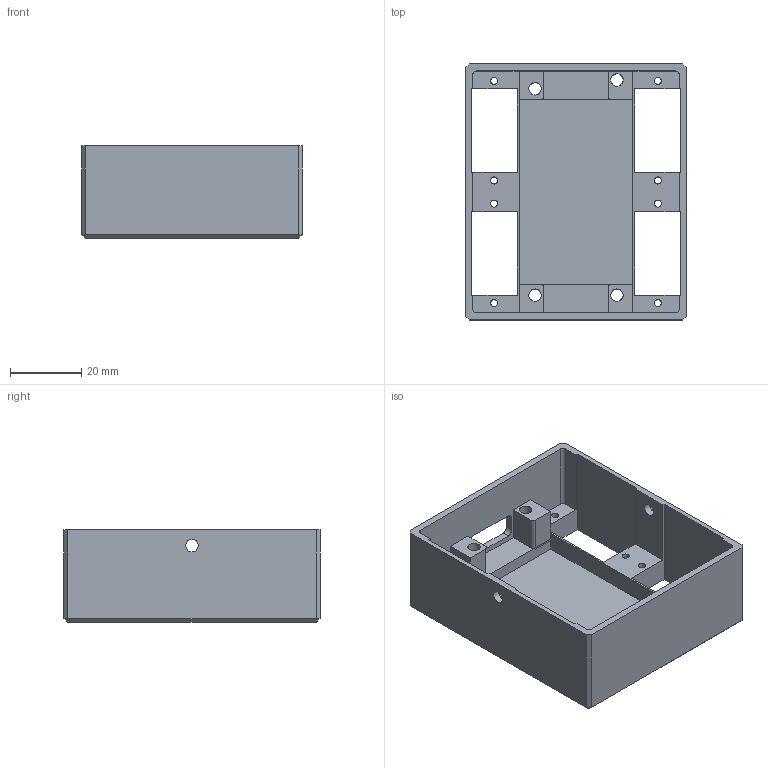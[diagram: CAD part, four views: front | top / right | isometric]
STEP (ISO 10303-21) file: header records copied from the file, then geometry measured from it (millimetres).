
FILE_DESCRIPTION(/* description */ ('FreeCAD Model'),/* implementation_level */ '2;1');
FILE_NAME(/* name */ 'bodyB.stp',/* time_stamp */ '2020-11-14T18:43:09+01:00',/* author */ ('fredy'),/* organization */ (''),/* preprocessor_version */ 'ST-DEVELOPER v18',/* originating_system */ 'Autodesk Inventor 2020',/* authorisation */ 'Unknown');
FILE_SCHEMA (('AUTOMOTIVE_DESIGN { 1 0 10303 214 3 1 1 }'));
Length unit declared in the file: millimetre
Products named in the file (1): bodyB
Bounding box: 62 x 72 x 26 mm (x, y, z)
Volume: 22317.1 mm3; surface area: 22299 mm2
Topology: 1 solids, 1 shells, 111 faces, 350 edges, 235 vertices
Faces by surface type: plane 77, cylinder 30, cone 4
Full cylindrical faces by diameter (mm): 2 x8, 3.5 x6
Entity records: 4111 total; most frequent: CARTESIAN_POINT 812, ORIENTED_EDGE 694, DIRECTION 656, EDGE_CURVE 347, LINE 248, VECTOR 248, VERTEX_POINT 235, AXIS2_PLACEMENT_3D 204
